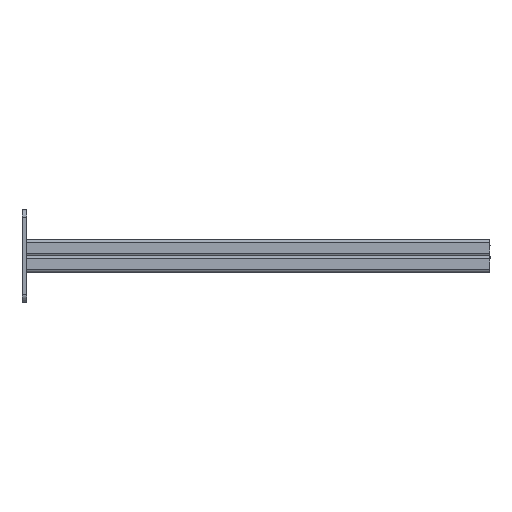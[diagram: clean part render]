
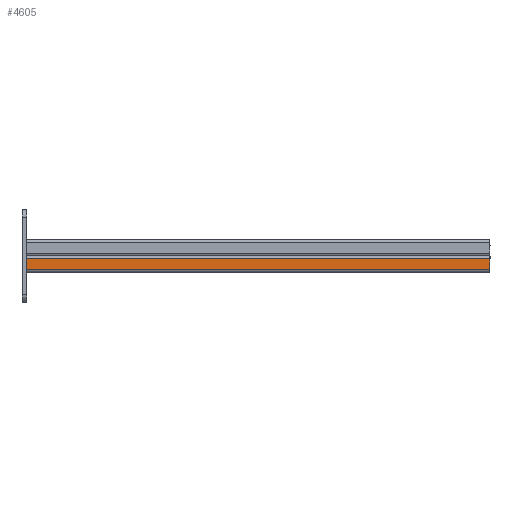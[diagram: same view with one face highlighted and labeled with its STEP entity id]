
A CAD part, front view. The second image highlights one B-rep face of the part: STEP entity #4605.
In plain terms, the highlighted face is planar.
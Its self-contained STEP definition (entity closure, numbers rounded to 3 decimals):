
#1226 = EDGE_LOOP ( 'NONE', ( #11911, #17183, #12286, #7850 ) ) ;
#2320 = AXIS2_PLACEMENT_3D ( 'NONE', #23608, #24426, #2425 ) ;
#2425 = DIRECTION ( 'NONE',  ( 0., 0., -1. ) ) ;
#2495 = LINE ( 'NONE', #33874, #5984 ) ;
#4605 = ADVANCED_FACE ( 'NONE', ( #9637 ), #10122, .F. ) ;
#4814 = CARTESIAN_POINT ( 'NONE',  ( -20.5, 3.75, 0. ) ) ;
#5984 = VECTOR ( 'NONE', #28515, 1000. ) ;
#6633 = VERTEX_POINT ( 'NONE', #25315 ) ;
#7850 = ORIENTED_EDGE ( 'NONE', *, *, #32780, .T. ) ;
#8571 = EDGE_CURVE ( 'NONE', #19613, #6633, #31998, .T. ) ;
#9290 = DIRECTION ( 'NONE',  ( 0., 1., 0. ) ) ;
#9637 = FACE_OUTER_BOUND ( 'NONE', #1226, .T. ) ;
#10122 = PLANE ( 'NONE',  #2320 ) ;
#11028 = EDGE_CURVE ( 'NONE', #28448, #6633, #2495, .T. ) ;
#11277 = VERTEX_POINT ( 'NONE', #26949 ) ;
#11911 = ORIENTED_EDGE ( 'NONE', *, *, #8571, .T. ) ;
#12286 = ORIENTED_EDGE ( 'NONE', *, *, #33065, .F. ) ;
#15408 = LINE ( 'NONE', #26927, #15813 ) ;
#15813 = VECTOR ( 'NONE', #32050, 1000. ) ;
#17183 = ORIENTED_EDGE ( 'NONE', *, *, #11028, .F. ) ;
#17417 = VECTOR ( 'NONE', #9290, 1000. ) ;
#19613 = VERTEX_POINT ( 'NONE', #4814 ) ;
#21251 = CARTESIAN_POINT ( 'NONE',  ( -20.5, 17.25, -600. ) ) ;
#22620 = DIRECTION ( 'NONE',  ( 0., 0., 1. ) ) ;
#23024 = CARTESIAN_POINT ( 'NONE',  ( -20.5, 0., 0. ) ) ;
#23608 = CARTESIAN_POINT ( 'NONE',  ( -20.5, 0., -300. ) ) ;
#24426 = DIRECTION ( 'NONE',  ( 1., 0., 0. ) ) ;
#25315 = CARTESIAN_POINT ( 'NONE',  ( -20.5, 17.25, 0. ) ) ;
#26169 = LINE ( 'NONE', #30763, #33426 ) ;
#26927 = CARTESIAN_POINT ( 'NONE',  ( -20.5, 0., -600. ) ) ;
#26949 = CARTESIAN_POINT ( 'NONE',  ( -20.5, 3.75, -600. ) ) ;
#28448 = VERTEX_POINT ( 'NONE', #21251 ) ;
#28515 = DIRECTION ( 'NONE',  ( 0., 0., 1. ) ) ;
#30763 = CARTESIAN_POINT ( 'NONE',  ( -20.5, 3.75, -300. ) ) ;
#31998 = LINE ( 'NONE', #23024, #17417 ) ;
#32050 = DIRECTION ( 'NONE',  ( 0., 1., 0. ) ) ;
#32780 = EDGE_CURVE ( 'NONE', #11277, #19613, #26169, .T. ) ;
#33065 = EDGE_CURVE ( 'NONE', #11277, #28448, #15408, .T. ) ;
#33426 = VECTOR ( 'NONE', #22620, 1000. ) ;
#33874 = CARTESIAN_POINT ( 'NONE',  ( -20.5, 17.25, -300. ) ) ;
